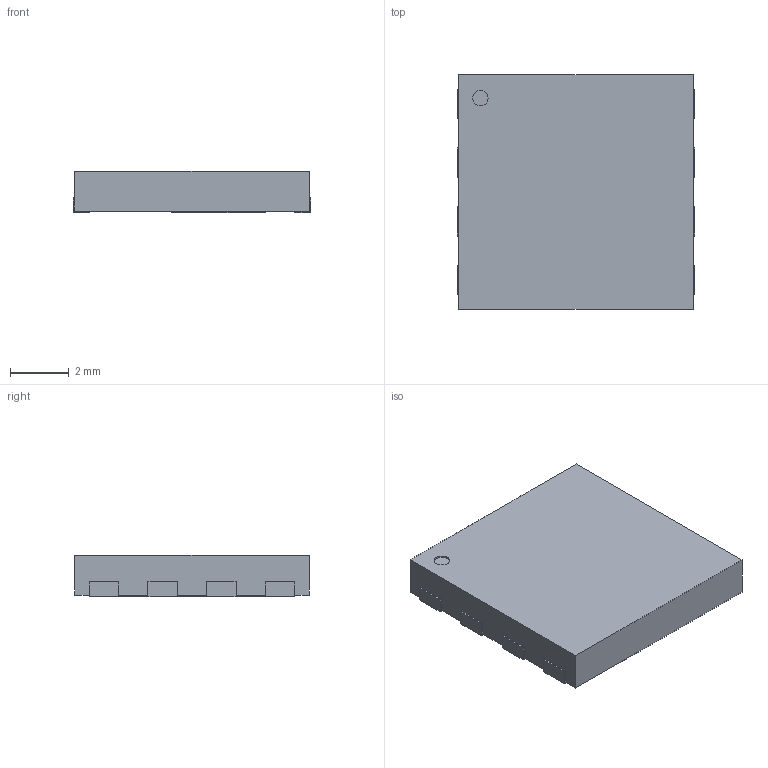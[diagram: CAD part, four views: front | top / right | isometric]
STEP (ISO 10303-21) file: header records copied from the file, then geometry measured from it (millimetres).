
FILE_DESCRIPTION(('FreeCAD Model'),'2;1');
FILE_NAME( 'PGA26E07BA.step', '2018-05-10T23:33:43',('kicad StepUp'),('ksu MCAD'), 'Open CASCADE STEP processor 7.2','FreeCAD','Unknown');
FILE_SCHEMA(('AUTOMOTIVE_DESIGN { 1 0 10303 214 1 1 1 1 }'));
Length unit declared in the file: millimetre
Products named in the file (1): PGA26E07BA
Bounding box: 8.1 x 8 x 1.4 mm (x, y, z)
Volume: 87.9 mm3; surface area: 174.7 mm2
Topology: 1 solids, 1 shells, 65 faces, 180 edges, 119 vertices
Faces by surface type: plane 63, cylinder 2
Entity records: 2503 total; most frequent: CARTESIAN_POINT 365, ORIENTED_EDGE 360, DIRECTION 316, EDGE_CURVE 180, LINE 176, VECTOR 176, VERTEX_POINT 119, AXIS2_PLACEMENT_3D 70
